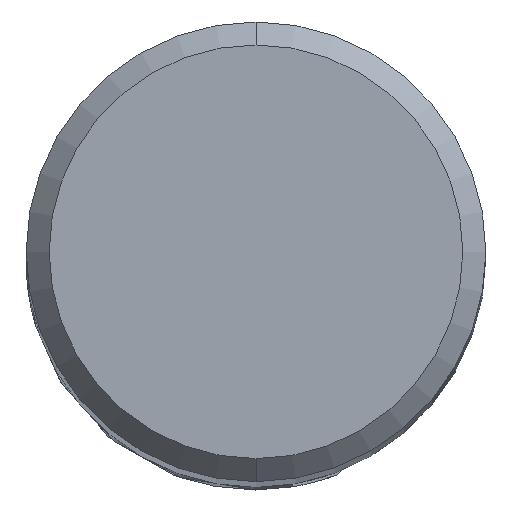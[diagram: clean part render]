
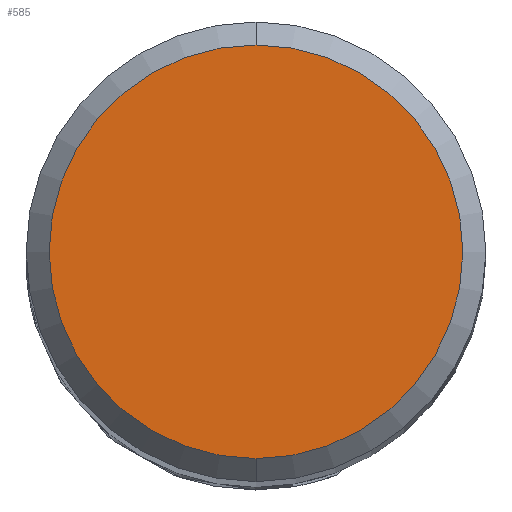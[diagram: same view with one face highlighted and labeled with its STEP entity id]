
A CAD part, top view. The second image highlights one B-rep face of the part: STEP entity #585.
In plain terms, the highlighted planar face has unit normal (0, 0, 1).
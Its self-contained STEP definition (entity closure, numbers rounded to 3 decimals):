
#429=VERTEX_POINT('',#1121);
#465=VERTEX_POINT('',#1157);
#585=ADVANCED_FACE('',(#1290),#1291,.T.);
#667=EDGE_CURVE('',#465,#429,#1380,.T.);
#727=EDGE_CURVE('',#429,#465,#1445,.T.);
#1121=CARTESIAN_POINT('',(0.,-5.4,0.0));
#1157=CARTESIAN_POINT('',(0.0,5.4,0.0));
#1290=FACE_OUTER_BOUND('',#3035,.T.);
#1291=PLANE('',#3036);
#1380=CIRCLE('',#3763,5.4);
#1445=CIRCLE('',#3976,5.4);
#3035=EDGE_LOOP('',(#5914,#5915));
#3036=AXIS2_PLACEMENT_3D('',#5916,#5917,#5918);
#3763=AXIS2_PLACEMENT_3D('',#6006,#6007,#6008);
#3976=AXIS2_PLACEMENT_3D('',#6078,#6079,#6080);
#5914=ORIENTED_EDGE('',*,*,#667,.F.);
#5915=ORIENTED_EDGE('',*,*,#727,.F.);
#5916=CARTESIAN_POINT('',(0.0,2.7,0.0));
#5917=DIRECTION('',(-0.0,0.0,1.0));
#5918=DIRECTION('',(0.0,-1.0,0.0));
#6006=CARTESIAN_POINT('',(0.0,0.0,0.0));
#6007=DIRECTION('',(0.0,0.0,-1.0));
#6008=DIRECTION('',(0.0,1.0,0.0));
#6078=CARTESIAN_POINT('',(0.0,0.0,0.0));
#6079=DIRECTION('',(0.0,0.0,-1.0));
#6080=DIRECTION('',(0.0,1.0,0.0));
